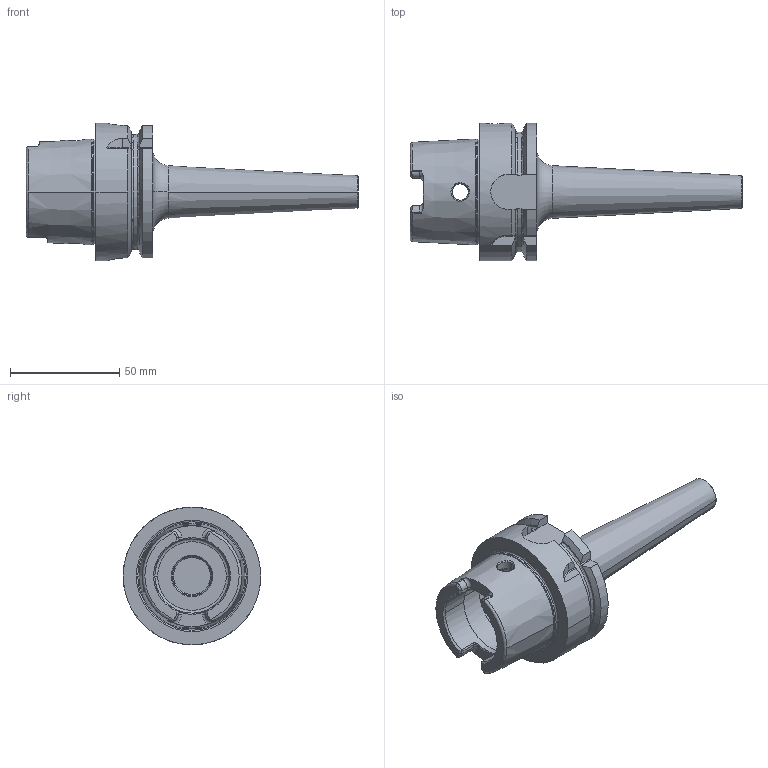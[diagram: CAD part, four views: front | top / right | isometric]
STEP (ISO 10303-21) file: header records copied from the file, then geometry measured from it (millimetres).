
FILE_DESCRIPTION((''),'2;1');
FILE_NAME('A63-177-12','2011-09-13T',('mei'),(''),'PRO/ENGINEER BY PARAMETRIC TECHNOLOGY CORPORATION, 2010430','PRO/ENGINEER BY PARAMETRIC TECHNOLOGY CORPORATION, 2010430','');
FILE_SCHEMA(('CONFIG_CONTROL_DESIGN'));
Length unit declared in the file: millimetre
Products named in the file (1): A63-177-12
Bounding box: 152 x 63 x 63 mm (x, y, z)
Volume: 107127.4 mm3; surface area: 29762.5 mm2
Topology: 1 solids, 2 shells, 171 faces, 434 edges, 267 vertices
Faces by surface type: plane 57, cylinder 46, cone 30, torus 28, bspline 8, extrusion 2
Entity records: 6356 total; most frequent: CARTESIAN_POINT 2315, ORIENTED_EDGE 864, DIRECTION 804, EDGE_CURVE 434, AXIS2_PLACEMENT_3D 316, VERTEX_POINT 267, EDGE_LOOP 177, VECTOR 172
